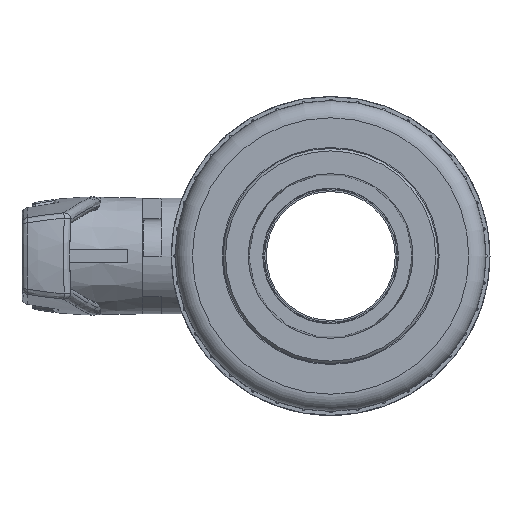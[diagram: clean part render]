
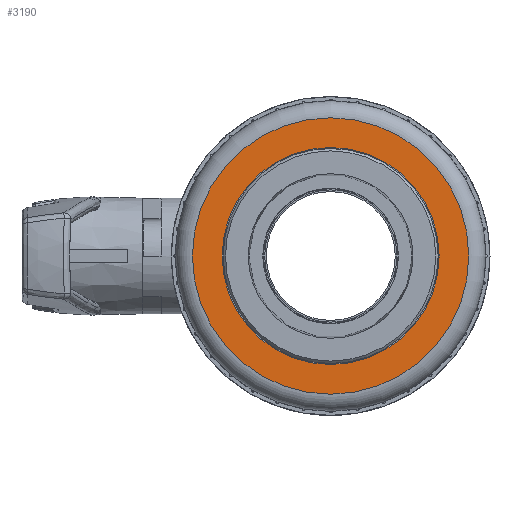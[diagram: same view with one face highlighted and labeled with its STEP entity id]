
A CAD part, left-side view. The second image highlights one B-rep face of the part: STEP entity #3190.
In plain terms, the highlighted planar face has unit normal (-1, 0, 0).
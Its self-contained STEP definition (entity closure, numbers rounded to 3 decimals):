
#3190=ADVANCED_FACE('',(#4337,#4338),#3882,.F.);
#3882=PLANE('',#13329);
#4337=FACE_BOUND('',#4704,.T.);
#4338=FACE_BOUND('',#4705,.T.);
#4704=EDGE_LOOP('',(#6019));
#4705=EDGE_LOOP('',(#6020));
#6019=ORIENTED_EDGE('',*,*,#10812,.T.);
#6020=ORIENTED_EDGE('',*,*,#10813,.T.);
#9481=VERTEX_POINT('',#20587);
#9482=VERTEX_POINT('',#20589);
#10812=EDGE_CURVE('',#9481,#9481,#12478,.T.);
#10813=EDGE_CURVE('',#9482,#9482,#12479,.T.);
#12478=CIRCLE('',#13327,50.91);
#12479=CIRCLE('',#13328,39.979);
#13327=AXIS2_PLACEMENT_3D('',#20586,#15239,#15240);
#13328=AXIS2_PLACEMENT_3D('',#20588,#15241,#15242);
#13329=AXIS2_PLACEMENT_3D('',#20590,#15243,#15244);
#15239=DIRECTION('',(-1.,0.,0.));
#15240=DIRECTION('',(0.,1.,0.));
#15241=DIRECTION('',(1.,0.,0.));
#15242=DIRECTION('',(0.,0.,-1.));
#15243=DIRECTION('',(1.,0.,0.));
#15244=DIRECTION('',(0.,-1.,0.));
#20586=CARTESIAN_POINT('',(-103.138,-1.25,0.));
#20587=CARTESIAN_POINT('',(-103.138,49.66,0.));
#20588=CARTESIAN_POINT('',(-103.138,-1.25,0.));
#20589=CARTESIAN_POINT('',(-103.138,-1.25,-39.979));
#20590=CARTESIAN_POINT('',(-103.138,55.907,0.));
